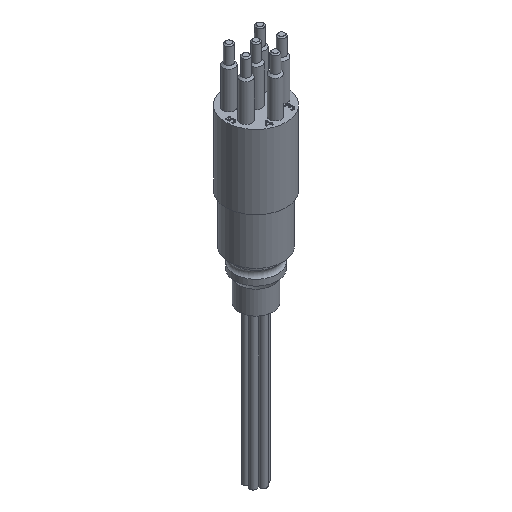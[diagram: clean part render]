
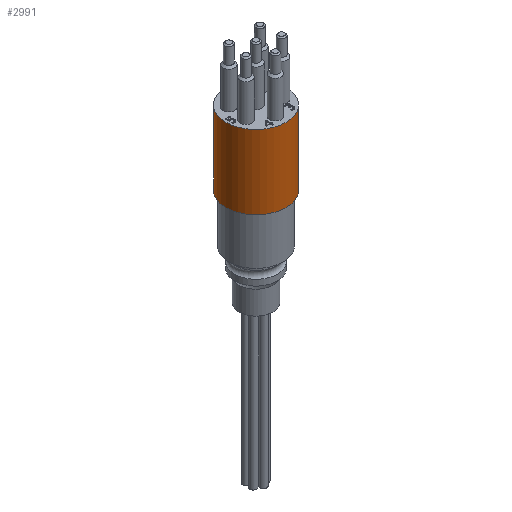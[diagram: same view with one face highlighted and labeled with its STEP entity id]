
A CAD part, isometric view. The second image highlights one B-rep face of the part: STEP entity #2991.
In plain terms, the highlighted cylindrical face has radius 7.75 mm (diameter 15.5 mm), a full revolution.
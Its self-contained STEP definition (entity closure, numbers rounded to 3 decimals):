
#49=CYLINDRICAL_SURFACE($,#3157,7.75);
#56=CIRCLE($,#3057,7.75);
#103=CIRCLE($,#3158,7.75);
#169=FACE_BOUND($,#757,.T.);
#525=FACE_OUTER_BOUND($,#756,.T.);
#756=EDGE_LOOP($,(#2584));
#757=EDGE_LOOP($,(#2585));
#1395=VERTEX_POINT($,#5194);
#1442=VERTEX_POINT($,#5342);
#1779=EDGE_CURVE($,#1395,#1395,#56,.T.);
#1826=EDGE_CURVE($,#1442,#1442,#103,.T.);
#2584=ORIENTED_EDGE($,*,*,#1779,.T.);
#2585=ORIENTED_EDGE($,*,*,#1826,.F.);
#2991=ADVANCED_FACE($,(#525,#169),#49,.T.);
#3057=AXIS2_PLACEMENT_3D($,#5195,#3487,#3488);
#3157=AXIS2_PLACEMENT_3D($,#5341,#3687,#3688);
#3158=AXIS2_PLACEMENT_3D($,#5343,#3689,#3690);
#3487=DIRECTION('center_axis',(0.,0.,-1.));
#3488=DIRECTION('ref_axis',(-1.,0.,0.));
#3687=DIRECTION('center_axis',(0.,0.,1.));
#3688=DIRECTION('ref_axis',(-1.,0.,0.));
#3689=DIRECTION('center_axis',(0.,0.,-1.));
#3690=DIRECTION('ref_axis',(-1.,0.,0.));
#5194=CARTESIAN_POINT('',(7.75,0.,19.));
#5195=CARTESIAN_POINT('Origin',(0.,0.,19.));
#5341=CARTESIAN_POINT('Origin',(0.,0.,0.));
#5342=CARTESIAN_POINT('',(7.75,0.,0.));
#5343=CARTESIAN_POINT('Origin',(0.,0.,0.));
